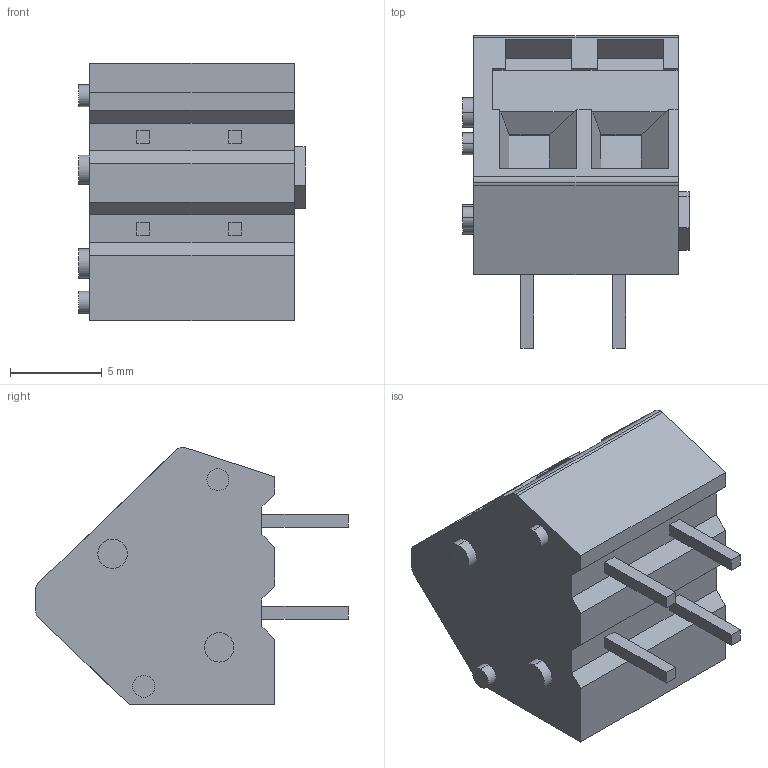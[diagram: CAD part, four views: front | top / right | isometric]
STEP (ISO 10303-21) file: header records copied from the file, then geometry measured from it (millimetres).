
FILE_DESCRIPTION (( 'STEP AP214' ), '1' );
FILE_NAME ('236-402.STEP', '2025-04-26T04:12:24', ( '' ), ( '' ), 'SwSTEP 2.0', 'SolidWorks 2021', '' );
FILE_SCHEMA (( 'AUTOMOTIVE_DESIGN' ));
Length unit declared in the file: millimetre
Products named in the file (1): 236-402
Bounding box: 12.3 x 17 x 14 mm (x, y, z)
Volume: 1401.2 mm3; surface area: 949.8 mm2
Topology: 5 solids, 5 shells, 137 faces, 333 edges, 218 vertices
Faces by surface type: plane 106, cylinder 31
Entity records: 4075 total; most frequent: CARTESIAN_POINT 757, ORIENTED_EDGE 666, DIRECTION 647, EDGE_CURVE 333, LINE 271, VECTOR 271, VERTEX_POINT 218, AXIS2_PLACEMENT_3D 188
